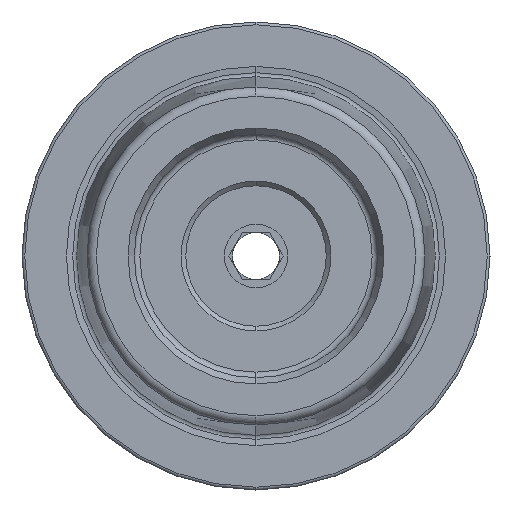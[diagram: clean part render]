
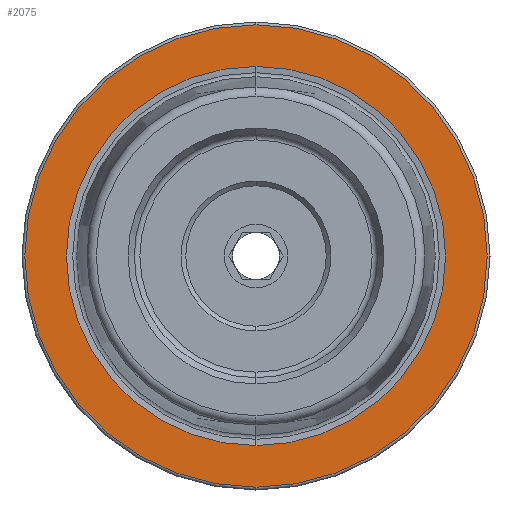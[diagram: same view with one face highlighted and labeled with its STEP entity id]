
A CAD part, left-side view. The second image highlights one B-rep face of the part: STEP entity #2075.
In plain terms, the highlighted planar face has unit normal (-1, 0, 0).
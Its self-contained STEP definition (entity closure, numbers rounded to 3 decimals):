
#115 = AXIS2_PLACEMENT_3D ( 'NONE', #2354, #2355, #2356 ) ;
#120 = AXIS2_PLACEMENT_3D ( 'NONE', #1216, #1214, #1213 ) ;
#176 = AXIS2_PLACEMENT_3D ( 'NONE', #995, #997, #1021 ) ;
#177 = AXIS2_PLACEMENT_3D ( 'NONE', #1005, #1001, #1000 ) ;
#628 = CIRCLE ( 'NONE', #115, 24.7 ) ;
#641 = CIRCLE ( 'NONE', #120, 20.258 ) ;
#725 = CIRCLE ( 'NONE', #176, 20.258 ) ;
#726 = CIRCLE ( 'NONE', #177, 24.7 ) ;
#995 = CARTESIAN_POINT ( 'NONE',  ( 0., 0., 0. ) ) ;
#997 = DIRECTION ( 'NONE',  ( -1., 0., 0. ) ) ;
#1000 = DIRECTION ( 'NONE',  ( 0., 0., 1. ) ) ;
#1001 = DIRECTION ( 'NONE',  ( -1., 0., 0. ) ) ;
#1005 = CARTESIAN_POINT ( 'NONE',  ( 0., 0., 0. ) ) ;
#1021 = DIRECTION ( 'NONE',  ( 0., 0., 1. ) ) ;
#1213 = DIRECTION ( 'NONE',  ( 0., 0., 1. ) ) ;
#1214 = DIRECTION ( 'NONE',  ( -1., 0., 0. ) ) ;
#1216 = CARTESIAN_POINT ( 'NONE',  ( 0., 0., 0. ) ) ;
#1470 = AXIS2_PLACEMENT_3D ( 'NONE', #4310, #4311, #4303 ) ;
#1591 = VERTEX_POINT ( 'NONE', #3567 ) ;
#1592 = VERTEX_POINT ( 'NONE', #3568 ) ;
#1595 = VERTEX_POINT ( 'NONE', #3571 ) ;
#1600 = VERTEX_POINT ( 'NONE', #3589 ) ;
#1685 = ORIENTED_EDGE ( 'NONE', *, *, #3382, .F. ) ;
#1686 = ORIENTED_EDGE ( 'NONE', *, *, #3454, .F. ) ;
#1687 = ORIENTED_EDGE ( 'NONE', *, *, #3461, .T. ) ;
#1688 = ORIENTED_EDGE ( 'NONE', *, *, #3381, .T. ) ;
#2075 = ADVANCED_FACE ( 'NONE', ( #4164, #4133 ), #4307, .F. ) ;
#2354 = CARTESIAN_POINT ( 'NONE',  ( 0., 0., 0. ) ) ;
#2355 = DIRECTION ( 'NONE',  ( -1., 0., 0. ) ) ;
#2356 = DIRECTION ( 'NONE',  ( 0., 0., 1. ) ) ;
#3009 = EDGE_LOOP ( 'NONE', ( #1687, #1688 ) ) ;
#3067 = EDGE_LOOP ( 'NONE', ( #1685, #1686 ) ) ;
#3381 = EDGE_CURVE ( 'NONE', #1591, #1592, #726, .T. ) ;
#3382 = EDGE_CURVE ( 'NONE', #1595, #1600, #725, .T. ) ;
#3454 = EDGE_CURVE ( 'NONE', #1600, #1595, #641, .T. ) ;
#3461 = EDGE_CURVE ( 'NONE', #1592, #1591, #628, .T. ) ;
#3567 = CARTESIAN_POINT ( 'NONE',  ( 0., 0., -24.7 ) ) ;
#3568 = CARTESIAN_POINT ( 'NONE',  ( 0., 0., 24.7 ) ) ;
#3571 = CARTESIAN_POINT ( 'NONE',  ( 0., 0., 20.258 ) ) ;
#3589 = CARTESIAN_POINT ( 'NONE',  ( 0., 0., -20.258 ) ) ;
#4133 = FACE_OUTER_BOUND ( 'NONE', #3009, .T. ) ;
#4164 = FACE_BOUND ( 'NONE', #3067, .T. ) ;
#4303 = DIRECTION ( 'NONE',  ( 0., 0., -1. ) ) ;
#4307 = PLANE ( 'NONE',  #1470 ) ;
#4310 = CARTESIAN_POINT ( 'NONE',  ( 0., 24.7, 0. ) ) ;
#4311 = DIRECTION ( 'NONE',  ( 1., 0., 0. ) ) ;
